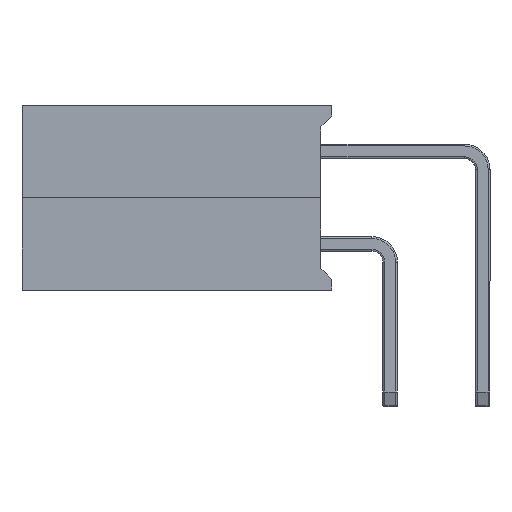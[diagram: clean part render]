
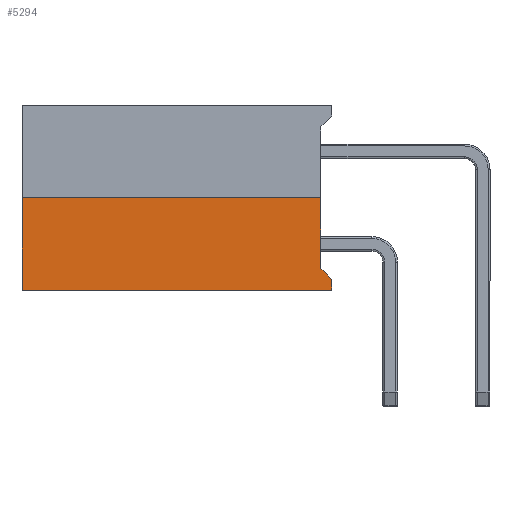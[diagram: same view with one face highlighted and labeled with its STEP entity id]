
A CAD part, left-side view. The second image highlights one B-rep face of the part: STEP entity #5294.
In plain terms, the highlighted planar face has unit normal (-1, 0, 0).
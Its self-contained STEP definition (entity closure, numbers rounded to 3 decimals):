
#259=PLANE('',#5873);
#510=FACE_OUTER_BOUND('',#837,.T.);
#837=EDGE_LOOP('',(#4015,#4016,#4017,#4018,#4019,#4020));
#1199=LINE('',#8849,#1583);
#1203=LINE('',#8856,#1587);
#1214=LINE('',#8880,#1598);
#1217=LINE('',#8886,#1601);
#1218=LINE('',#8888,#1602);
#1219=LINE('',#8889,#1603);
#1583=VECTOR('',#7114,10.);
#1587=VECTOR('',#7120,10.);
#1598=VECTOR('',#7143,10.);
#1601=VECTOR('',#7148,10.);
#1602=VECTOR('',#7149,10.);
#1603=VECTOR('',#7150,10.);
#2287=VERTEX_POINT('',#8846);
#2288=VERTEX_POINT('',#8848);
#2290=VERTEX_POINT('',#8854);
#2297=VERTEX_POINT('',#8879);
#2299=VERTEX_POINT('',#8885);
#2300=VERTEX_POINT('',#8887);
#2871=EDGE_CURVE('',#2287,#2288,#1199,.T.);
#2875=EDGE_CURVE('',#2287,#2290,#1203,.T.);
#2888=EDGE_CURVE('',#2297,#2288,#1214,.T.);
#2891=EDGE_CURVE('',#2290,#2299,#1217,.T.);
#2892=EDGE_CURVE('',#2300,#2299,#1218,.T.);
#2893=EDGE_CURVE('',#2297,#2300,#1219,.T.);
#4015=ORIENTED_EDGE('',*,*,#2875,.T.);
#4016=ORIENTED_EDGE('',*,*,#2891,.T.);
#4017=ORIENTED_EDGE('',*,*,#2892,.F.);
#4018=ORIENTED_EDGE('',*,*,#2893,.F.);
#4019=ORIENTED_EDGE('',*,*,#2888,.T.);
#4020=ORIENTED_EDGE('',*,*,#2871,.F.);
#5294=ADVANCED_FACE('',(#510),#259,.T.);
#5873=AXIS2_PLACEMENT_3D('',#8884,#7146,#7147);
#7114=DIRECTION('',(0.,-0.707,-0.707));
#7120=DIRECTION('',(0.,0.,1.));
#7143=DIRECTION('',(0.,0.,1.));
#7146=DIRECTION('center_axis',(-1.,0.,0.));
#7147=DIRECTION('ref_axis',(0.,0.,
1.));
#7148=DIRECTION('',(0.,1.,0.));
#7149=DIRECTION('',(0.,0.,1.));
#7150=DIRECTION('',(0.,1.,0.));
#8846=CARTESIAN_POINT('',(-1.27,1.9,0.6));
#8848=CARTESIAN_POINT('',(-1.27,1.6,0.3));
#8849=CARTESIAN_POINT('',(-1.27,1.6,0.3));
#8854=CARTESIAN_POINT('',(-1.27,1.9,2.54));
#8856=CARTESIAN_POINT('',(-1.27,1.9,0.635));
#8879=CARTESIAN_POINT('',(-1.27,1.6,0.));
#8880=CARTESIAN_POINT('',(-1.27,1.6,0.));
#8884=CARTESIAN_POINT('Origin',(-1.27,1.6,0.));
#8885=CARTESIAN_POINT('',(-1.27,10.1,2.54));
#8886=CARTESIAN_POINT('',(-1.27,1.6,2.54));
#8887=CARTESIAN_POINT('',(-1.27,10.1,0.));
#8888=CARTESIAN_POINT('',(-1.27,10.1,0.));
#8889=CARTESIAN_POINT('',(-1.27,1.6,0.));
